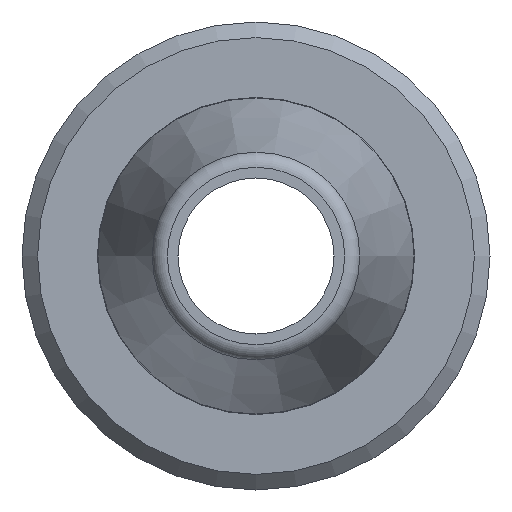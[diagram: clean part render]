
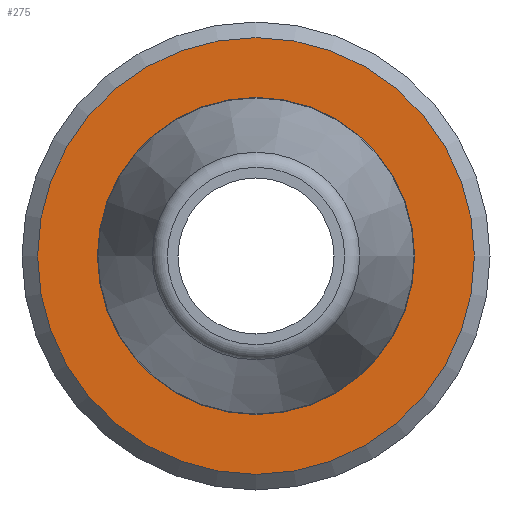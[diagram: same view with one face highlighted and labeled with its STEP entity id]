
A CAD part, left-side view. The second image highlights one B-rep face of the part: STEP entity #275.
In plain terms, the highlighted planar face has unit normal (-1, 0, 0).
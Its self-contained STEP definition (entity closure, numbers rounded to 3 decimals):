
#241=CARTESIAN_POINT('',(17.0,-4.2,0.0));
#242=VERTEX_POINT('',#241);
#243=CARTESIAN_POINT('',(17.0,0.,0.0));
#244=DIRECTION('',(-1.0,0.0,0.0));
#245=DIRECTION('',(0.0,-1.0,0.0));
#246=AXIS2_PLACEMENT_3D('',#243,#244,#245);
#247=CIRCLE('',#246,4.2);
#248=EDGE_CURVE('',#242,#242,#247,.T.);
#256=CARTESIAN_POINT('',(17.0,-3.613,0.0));
#257=DIRECTION('',(-1.0,0.0,0.0));
#258=DIRECTION('',(0.0,0.0,1.0));
#259=AXIS2_PLACEMENT_3D('',#256,#257,#258);
#260=PLANE('',#259);
#261=ORIENTED_EDGE('',*,*,#248,.T.);
#262=EDGE_LOOP('',(#261));
#263=FACE_OUTER_BOUND('',#262,.T.);
#264=CARTESIAN_POINT('',(17.0,-3.025,0.0));
#265=VERTEX_POINT('',#264);
#266=CARTESIAN_POINT('',(17.0,0.,0.0));
#267=DIRECTION('',(-1.0,0.0,0.0));
#268=DIRECTION('',(0.0,-1.0,0.0));
#269=AXIS2_PLACEMENT_3D('',#266,#267,#268);
#270=CIRCLE('',#269,3.025);
#271=EDGE_CURVE('',#265,#265,#270,.T.);
#272=ORIENTED_EDGE('',*,*,#271,.F.);
#273=EDGE_LOOP('',(#272));
#274=FACE_BOUND('',#273,.T.);
#275=ADVANCED_FACE('',(#263,#274),#260,.T.);
